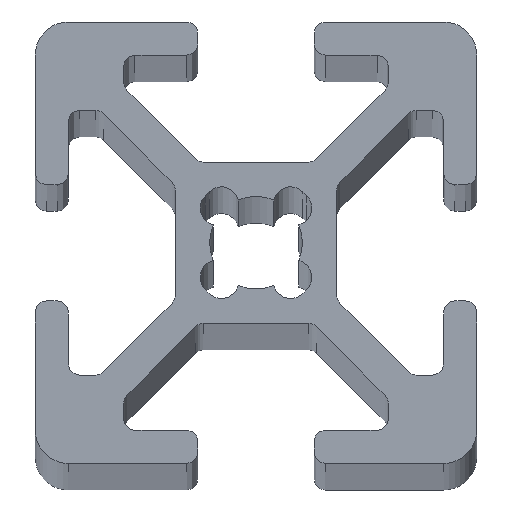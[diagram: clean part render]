
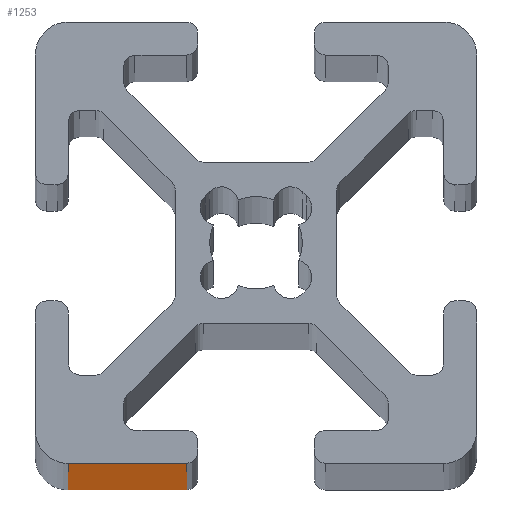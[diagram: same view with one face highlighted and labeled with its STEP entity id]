
A CAD part, top view. The second image highlights one B-rep face of the part: STEP entity #1253.
In plain terms, the highlighted planar face has unit normal (0, -1, 0).
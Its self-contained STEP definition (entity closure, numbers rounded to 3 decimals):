
#197 = VECTOR ( 'NONE', #3156, 1000. ) ;
#215 = CARTESIAN_POINT ( 'NONE',  ( -3.138, -10., -345. ) ) ;
#653 = CARTESIAN_POINT ( 'NONE',  ( -3.138, -10., 345. ) ) ;
#673 = CARTESIAN_POINT ( 'NONE',  ( -8.5, -10., 345. ) ) ;
#688 = CARTESIAN_POINT ( 'NONE',  ( -8.5, -10., 345. ) ) ;
#711 = EDGE_LOOP ( 'NONE', ( #3171, #1898, #2291, #1628 ) ) ;
#852 = DIRECTION ( 'NONE',  ( 1., 0., 0. ) ) ;
#919 = CARTESIAN_POINT ( 'NONE',  ( -3.138, -10., 345. ) ) ;
#962 = CARTESIAN_POINT ( 'NONE',  ( -3.138, -10., 345. ) ) ;
#1073 = VERTEX_POINT ( 'NONE', #688 ) ;
#1205 = DIRECTION ( 'NONE',  ( 0., 1., 0. ) ) ;
#1253 = ADVANCED_FACE ( 'NONE', ( #2351 ), #2103, .F. ) ;
#1628 = ORIENTED_EDGE ( 'NONE', *, *, #2286, .T. ) ;
#1720 = CARTESIAN_POINT ( 'NONE',  ( -3.138, -10., 345. ) ) ;
#1814 = DIRECTION ( 'NONE',  ( 0., 0., -1. ) ) ;
#1898 = ORIENTED_EDGE ( 'NONE', *, *, #2413, .F. ) ;
#1995 = CARTESIAN_POINT ( 'NONE',  ( -3.138, -10., -345. ) ) ;
#2044 = DIRECTION ( 'NONE',  ( 0., 0., -1. ) ) ;
#2103 = PLANE ( 'NONE',  #3446 ) ;
#2143 = EDGE_CURVE ( 'NONE', #1073, #3213, #2875, .T. ) ;
#2239 = EDGE_CURVE ( 'NONE', #2385, #3408, #2512, .T. ) ;
#2286 = EDGE_CURVE ( 'NONE', #1073, #2385, #3390, .T. ) ;
#2291 = ORIENTED_EDGE ( 'NONE', *, *, #2143, .F. ) ;
#2323 = VECTOR ( 'NONE', #1814, 1000. ) ;
#2351 = FACE_OUTER_BOUND ( 'NONE', #711, .T. ) ;
#2384 = LINE ( 'NONE', #962, #3629 ) ;
#2385 = VERTEX_POINT ( 'NONE', #3466 ) ;
#2413 = EDGE_CURVE ( 'NONE', #3213, #3408, #2384, .T. ) ;
#2423 = VECTOR ( 'NONE', #852, 1000. ) ;
#2512 = LINE ( 'NONE', #215, #2423 ) ;
#2875 = LINE ( 'NONE', #1720, #197 ) ;
#3156 = DIRECTION ( 'NONE',  ( 1., 0., 0. ) ) ;
#3171 = ORIENTED_EDGE ( 'NONE', *, *, #2239, .T. ) ;
#3213 = VERTEX_POINT ( 'NONE', #653 ) ;
#3236 = DIRECTION ( 'NONE',  ( 0., 0., 1. ) ) ;
#3390 = LINE ( 'NONE', #673, #2323 ) ;
#3408 = VERTEX_POINT ( 'NONE', #1995 ) ;
#3446 = AXIS2_PLACEMENT_3D ( 'NONE', #919, #1205, #3236 ) ;
#3466 = CARTESIAN_POINT ( 'NONE',  ( -8.5, -10., -345. ) ) ;
#3629 = VECTOR ( 'NONE', #2044, 1000. ) ;
